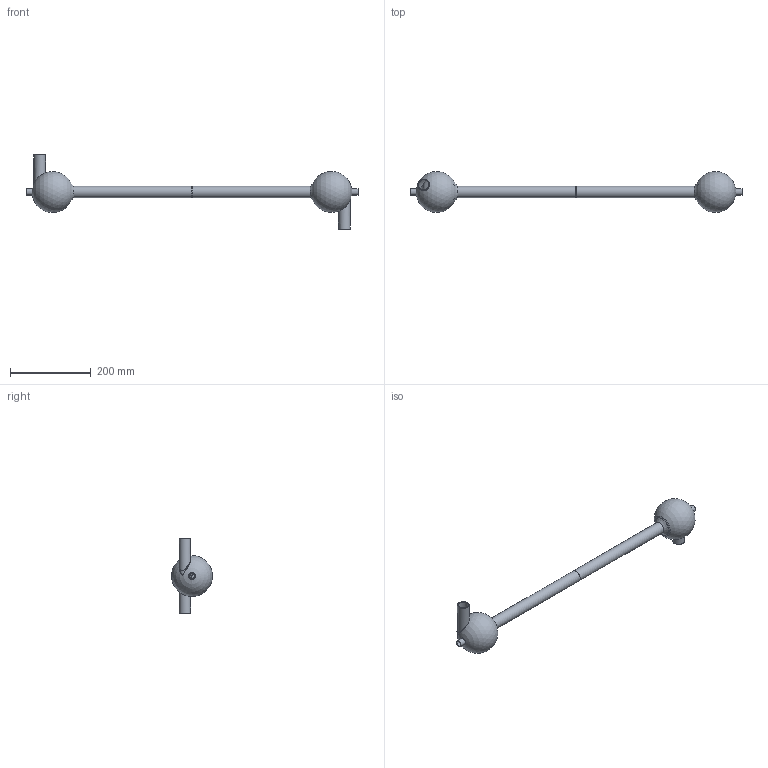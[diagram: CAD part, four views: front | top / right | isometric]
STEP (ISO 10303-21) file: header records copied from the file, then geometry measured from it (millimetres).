
FILE_DESCRIPTION(/* description */ (''),/* implementation_level */ '2;1');
FILE_NAME(/* name */ 'Assembly1.stp',/* time_stamp */ '2024-05-06T14:18:06-04:00',/* author */ ('kippcle'),/* organization */ (''),/* preprocessor_version */ 'ST-DEVELOPER v16.13',/* originating_system */ 'Autodesk Inventor 2018',/* authorisation */ '');
FILE_SCHEMA (('AUTOMOTIVE_DESIGN { 1 0 10303 214 3 1 1 }'));
Length unit declared in the file: millimetre
Products named in the file (2): Assembly1; Thunderstorm Generator
Assembly tree (2 placements, depth 2):
  Assembly1
    Thunderstorm Generator  x2
Bounding box: 822.1 x 100.8 x 183.52 mm (x, y, z)
Volume: 320621.6 mm3; surface area: 411648 mm2
Topology: 30 solids, 30 shells, 138 faces, 270 edges, 188 vertices
Faces by surface type: plane 66, cylinder 34, sphere 24, bspline 12, cone 2
Full cylindrical faces by diameter (mm): 1 x8, 3.302 x4, 12.827 x4, 16.002 x6, 25.4 x2, 25.527 x4, 25.534 x2, 28.702 x4
Entity records: 2264 total; most frequent: CARTESIAN_POINT 825, DIRECTION 291, ORIENTED_EDGE 202, AXIS2_PLACEMENT_3D 134, EDGE_LOOP 122, EDGE_CURVE 100, VERTEX_POINT 85, ADVANCED_FACE 69
